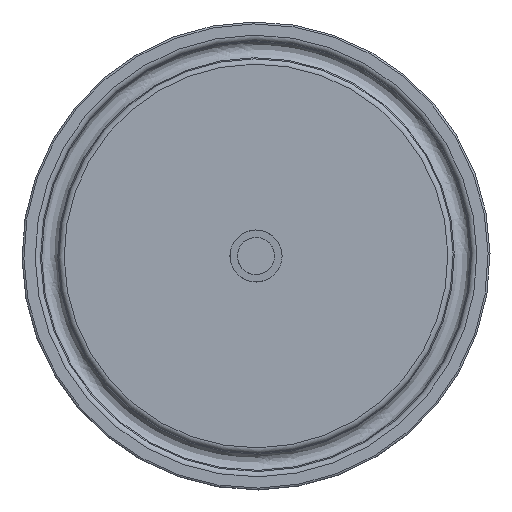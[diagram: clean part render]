
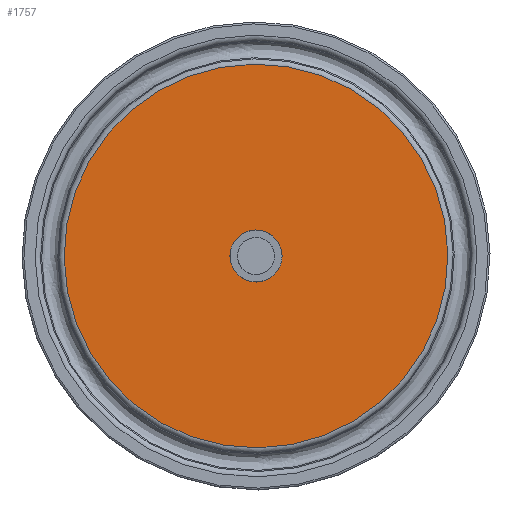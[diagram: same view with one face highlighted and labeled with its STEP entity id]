
A CAD part, front view. The second image highlights one B-rep face of the part: STEP entity #1757.
In plain terms, the highlighted planar face has unit normal (0, -1, 0).
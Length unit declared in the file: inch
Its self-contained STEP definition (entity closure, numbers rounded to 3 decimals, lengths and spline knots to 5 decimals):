
#1706=CARTESIAN_POINT('',(0.96715,-1.2785,0.36307));
#1707=VERTEX_POINT('',#1706);
#1708=CARTESIAN_POINT('',(0.,-1.2785,0.));
#1709=DIRECTION('',(0.,1.,0.));
#1710=DIRECTION('',(-0.936,0.,-0.351));
#1711=AXIS2_PLACEMENT_3D('',#1708,#1709,#1710);
#1712=CIRCLE('',#1711,1.03306);
#1713=EDGE_CURVE('',#1707,#1707,#1712,.T.);
#1738=CARTESIAN_POINT('',(0.53999,-1.2785,0.20271));
#1739=DIRECTION('',(0.0,-1.0,0.0));
#1740=DIRECTION('',(0.351,0.0,-0.936));
#1741=AXIS2_PLACEMENT_3D('',#1738,#1739,#1740);
#1742=PLANE('',#1741);
#1743=ORIENTED_EDGE('',*,*,#1713,.F.);
#1744=EDGE_LOOP('',(#1743));
#1745=FACE_OUTER_BOUND('',#1744,.T.);
#1746=CARTESIAN_POINT('',(0.09362,-1.2785,0.03515));
#1747=VERTEX_POINT('',#1746);
#1748=CARTESIAN_POINT('',(0.,-1.2785,0.));
#1749=DIRECTION('',(0.,-1.0,0.));
#1750=DIRECTION('',(0.936,0.,0.351));
#1751=AXIS2_PLACEMENT_3D('',#1748,#1749,#1750);
#1752=CIRCLE('',#1751,0.1);
#1753=EDGE_CURVE('',#1747,#1747,#1752,.T.);
#1754=ORIENTED_EDGE('',*,*,#1753,.F.);
#1755=EDGE_LOOP('',(#1754));
#1756=FACE_BOUND('',#1755,.T.);
#1757=ADVANCED_FACE('',(#1745,#1756),#1742,.T.);
